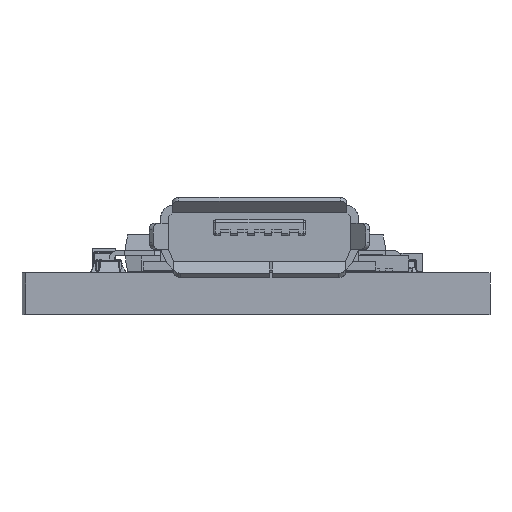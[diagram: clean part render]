
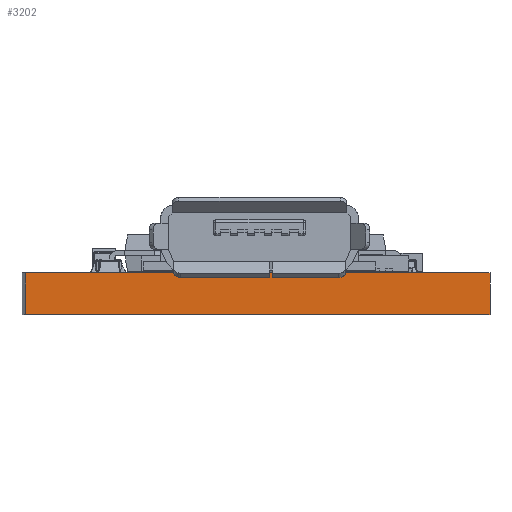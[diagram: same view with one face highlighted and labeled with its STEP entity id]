
A CAD part, front view. The second image highlights one B-rep face of the part: STEP entity #3202.
In plain terms, the highlighted face is planar.
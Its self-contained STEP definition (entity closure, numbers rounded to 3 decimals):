
#2176=FACE_OUTER_BOUND('',#8996,.T.);
#3202=ADVANCED_FACE('',(#2176),#4283,.T.);
#4283=PLANE('',#19971);
#4998=LINE('',#26699,#6862);
#5000=LINE('',#26782,#6864);
#5003=LINE('',#26788,#6867);
#5005=LINE('',#26791,#6869);
#6862=VECTOR('',#21592,1.);
#6864=VECTOR('',#21674,1.);
#6867=VECTOR('',#21679,1.);
#6869=VECTOR('',#21683,1.);
#8996=EDGE_LOOP('',(#10221,#10222,#10223,#10224));
#10221=ORIENTED_EDGE('',*,*,#16928,.T.);
#10222=ORIENTED_EDGE('',*,*,#16974,.T.);
#10223=ORIENTED_EDGE('',*,*,#16969,.F.);
#10224=ORIENTED_EDGE('',*,*,#16972,.F.);
#15277=VERTEX_POINT('',#26694);
#15279=VERTEX_POINT('',#26698);
#15320=VERTEX_POINT('',#26781);
#15321=VERTEX_POINT('',#26783);
#16928=EDGE_CURVE('',#15277,#15279,#4998,.T.);
#16969=EDGE_CURVE('',#15320,#15321,#5000,.T.);
#16972=EDGE_CURVE('',#15277,#15320,#5003,.T.);
#16974=EDGE_CURVE('',#15279,#15321,#5005,.T.);
#19971=AXIS2_PLACEMENT_3D('',#26792,#21684,#21685);
#21592=DIRECTION('',(1.,0.,0.));
#21674=DIRECTION('',(1.,0.,0.));
#21679=DIRECTION('',(0.,0.,1.));
#21683=DIRECTION('',(0.,0.,1.));
#21684=DIRECTION('',(0.,-1.,0.));
#21685=DIRECTION('',(1.,0.,0.));
#26694=CARTESIAN_POINT('',(0.,0.,-0.1));
#26698=CARTESIAN_POINT('',(17.78,0.,-0.1));
#26699=CARTESIAN_POINT('',(0.,0.,-0.1));
#26781=CARTESIAN_POINT('',(0.,0.,1.5));
#26782=CARTESIAN_POINT('',(0.,0.,1.5));
#26783=CARTESIAN_POINT('',(17.78,0.,1.5));
#26788=CARTESIAN_POINT('',(0.,0.,-0.1));
#26791=CARTESIAN_POINT('',(17.78,0.,-0.1));
#26792=CARTESIAN_POINT('',(0.,0.,-0.1));
